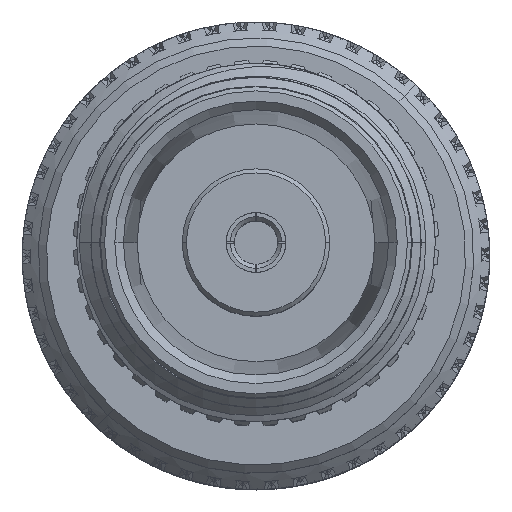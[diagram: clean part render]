
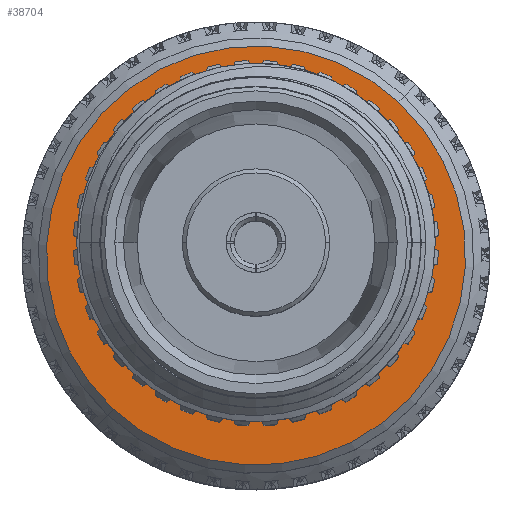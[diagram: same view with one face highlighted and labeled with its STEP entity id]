
A CAD part, top view. The second image highlights one B-rep face of the part: STEP entity #38704.
In plain terms, the highlighted face is planar.
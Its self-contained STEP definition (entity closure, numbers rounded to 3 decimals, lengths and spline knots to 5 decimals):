
#4074 = CIRCLE ( 'NONE', #113894, 0.256 ) ;
#11275 = CIRCLE ( 'NONE', #93040, 0.18639 ) ;
#13341 = ORIENTED_EDGE ( 'NONE', *, *, #100954, .T. ) ;
#15345 = CARTESIAN_POINT ( 'NONE',  ( 0.6165, 0., 0. ) ) ;
#15626 = VERTEX_POINT ( 'NONE', #60163 ) ;
#19967 = EDGE_LOOP ( 'NONE', ( #13341, #79852 ) ) ;
#21485 = ORIENTED_EDGE ( 'NONE', *, *, #32668, .F. ) ;
#23507 = DIRECTION ( 'NONE',  ( 1., 0., 0. ) ) ;
#23579 = CARTESIAN_POINT ( 'NONE',  ( 0.6165, 0.18639, 0. ) ) ;
#25851 = AXIS2_PLACEMENT_3D ( 'NONE', #32801, #23507, #86570 ) ;
#32668 = EDGE_CURVE ( 'NONE', #38732, #89255, #11275, .T. ) ;
#32801 = CARTESIAN_POINT ( 'NONE',  ( 0.6165, 0., 0. ) ) ;
#33188 = PLANE ( 'NONE',  #25851 ) ;
#34794 = CARTESIAN_POINT ( 'NONE',  ( 0.6165, 0., 0. ) ) ;
#38704 = ADVANCED_FACE ( 'NONE', ( #64899, #82872 ), #33188, .T. ) ;
#38732 = VERTEX_POINT ( 'NONE', #52900 ) ;
#39189 = AXIS2_PLACEMENT_3D ( 'NONE', #70491, #44125, #69358 ) ;
#40050 = EDGE_LOOP ( 'NONE', ( #110591, #21485 ) ) ;
#44125 = DIRECTION ( 'NONE',  ( 1., 0., 0. ) ) ;
#52900 = CARTESIAN_POINT ( 'NONE',  ( 0.6165, -0.18639, 0. ) ) ;
#60163 = CARTESIAN_POINT ( 'NONE',  ( 0.6165, 0., -0.256 ) ) ;
#64899 = FACE_BOUND ( 'NONE', #40050, .T. ) ;
#65205 = DIRECTION ( 'NONE',  ( 0., 0., -1. ) ) ;
#67534 = DIRECTION ( 'NONE',  ( 1., 0., 0. ) ) ;
#69358 = DIRECTION ( 'NONE',  ( 0., 0., -1. ) ) ;
#70491 = CARTESIAN_POINT ( 'NONE',  ( 0.6165, 0., 0. ) ) ;
#73966 = AXIS2_PLACEMENT_3D ( 'NONE', #104170, #94830, #95239 ) ;
#79852 = ORIENTED_EDGE ( 'NONE', *, *, #82387, .T. ) ;
#82387 = EDGE_CURVE ( 'NONE', #15626, #89235, #103065, .T. ) ;
#82872 = FACE_OUTER_BOUND ( 'NONE', #19967, .T. ) ;
#83896 = CIRCLE ( 'NONE', #39189, 0.18639 ) ;
#86570 = DIRECTION ( 'NONE',  ( 0., 0., -1. ) ) ;
#89235 = VERTEX_POINT ( 'NONE', #109789 ) ;
#89255 = VERTEX_POINT ( 'NONE', #23579 ) ;
#93040 = AXIS2_PLACEMENT_3D ( 'NONE', #15345, #67534, #65205 ) ;
#94830 = DIRECTION ( 'NONE',  ( 1., 0., 0. ) ) ;
#95239 = DIRECTION ( 'NONE',  ( 0., 0., -1. ) ) ;
#96625 = DIRECTION ( 'NONE',  ( 1., 0., 0. ) ) ;
#100954 = EDGE_CURVE ( 'NONE', #89235, #15626, #4074, .T. ) ;
#103065 = CIRCLE ( 'NONE', #73966, 0.256 ) ;
#104170 = CARTESIAN_POINT ( 'NONE',  ( 0.6165, 0., 0. ) ) ;
#105551 = DIRECTION ( 'NONE',  ( 0., 0., -1. ) ) ;
#106517 = EDGE_CURVE ( 'NONE', #89255, #38732, #83896, .T. ) ;
#109789 = CARTESIAN_POINT ( 'NONE',  ( 0.6165, 0., 0.256 ) ) ;
#110591 = ORIENTED_EDGE ( 'NONE', *, *, #106517, .F. ) ;
#113894 = AXIS2_PLACEMENT_3D ( 'NONE', #34794, #96625, #105551 ) ;
